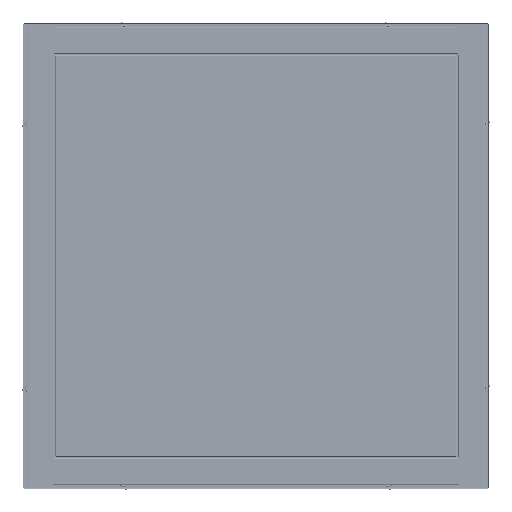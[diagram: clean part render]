
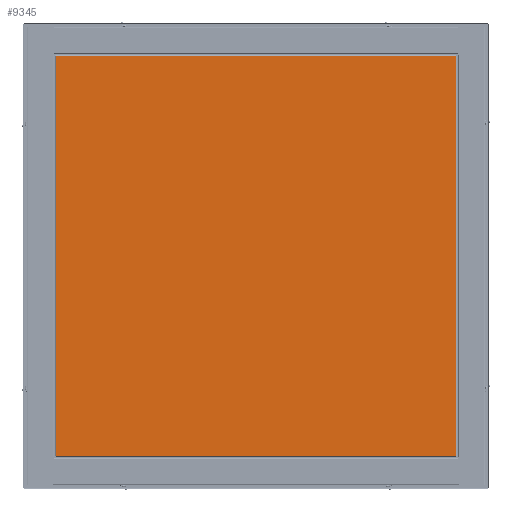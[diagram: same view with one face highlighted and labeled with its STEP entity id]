
A CAD part, top view. The second image highlights one B-rep face of the part: STEP entity #9345.
In plain terms, the highlighted face is planar.
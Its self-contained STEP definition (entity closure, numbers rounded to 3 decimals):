
#8720=CARTESIAN_POINT('',(296.8,296.8,0.));
#8721=VERTEX_POINT('',#8720);
#8732=CARTESIAN_POINT('',(-296.8,296.8,0.));
#8733=VERTEX_POINT('',#8732);
#8734=CARTESIAN_POINT('',(-296.8,296.8,0.0));
#8735=DIRECTION('',(1.0,0.0,0.0));
#8736=VECTOR('',#8735,593.6);
#8737=LINE('',#8734,#8736);
#8738=EDGE_CURVE('',#8733,#8721,#8737,.T.);
#8891=CARTESIAN_POINT('',(-296.8,-296.8,0.));
#8892=VERTEX_POINT('',#8891);
#8893=CARTESIAN_POINT('',(-296.8,-296.8,0.0));
#8894=DIRECTION('',(0.0,1.0,0.0));
#8895=VECTOR('',#8894,593.6);
#8896=LINE('',#8893,#8895);
#8897=EDGE_CURVE('',#8892,#8733,#8896,.T.);
#9033=CARTESIAN_POINT('',(296.8,-296.8,0.));
#9034=VERTEX_POINT('',#9033);
#9045=CARTESIAN_POINT('',(296.8,296.8,0.0));
#9046=DIRECTION('',(0.0,-1.0,0.0));
#9047=VECTOR('',#9046,593.6);
#9048=LINE('',#9045,#9047);
#9049=EDGE_CURVE('',#8721,#9034,#9048,.T.);
#9195=CARTESIAN_POINT('',(296.8,-296.8,0.0));
#9196=DIRECTION('',(-1.0,0.0,0.0));
#9197=VECTOR('',#9196,593.6);
#9198=LINE('',#9195,#9197);
#9199=EDGE_CURVE('',#9034,#8892,#9198,.T.);
#9334=CARTESIAN_POINT('',(0.,0.,0.0));
#9335=DIRECTION('',(0.0,0.0,1.0));
#9336=DIRECTION('',(1.0,0.0,0.0));
#9337=AXIS2_PLACEMENT_3D('',#9334,#9335,#9336);
#9338=PLANE('',#9337);
#9339=ORIENTED_EDGE('',*,*,#8738,.T.);
#9340=ORIENTED_EDGE('',*,*,#9049,.T.);
#9341=ORIENTED_EDGE('',*,*,#9199,.T.);
#9342=ORIENTED_EDGE('',*,*,#8897,.T.);
#9343=EDGE_LOOP('',(#9339,#9340,#9341,#9342));
#9344=FACE_OUTER_BOUND('',#9343,.T.);
#9345=ADVANCED_FACE('',(#9344),#9338,.F.);
